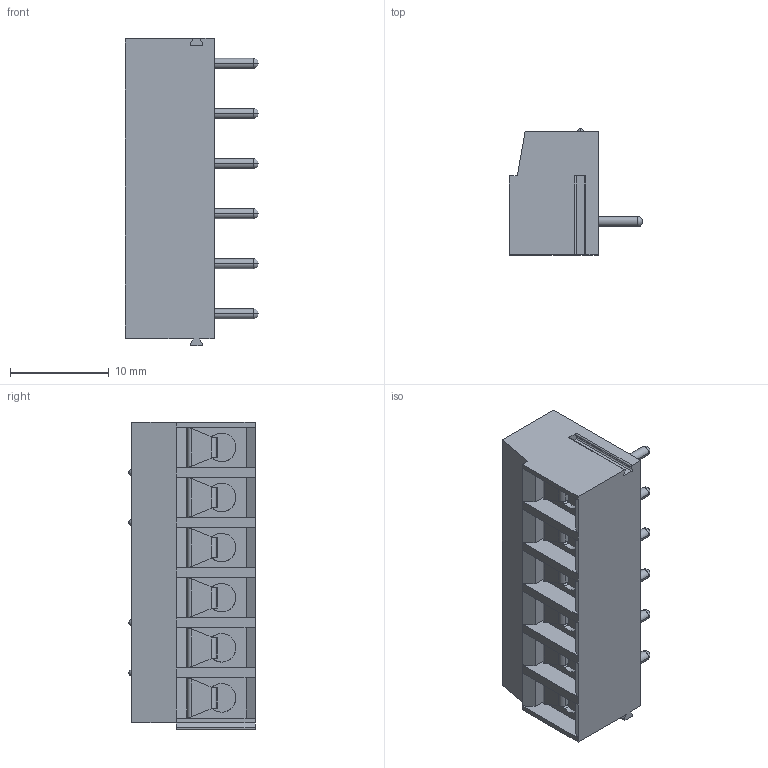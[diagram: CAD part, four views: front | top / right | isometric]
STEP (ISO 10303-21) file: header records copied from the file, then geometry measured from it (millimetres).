
FILE_DESCRIPTION((''),'2;1');
FILE_NAME('PRT0053','2024-12-10T',('yanfa'),(''),'PRO/ENGINEER BY PARAMETRIC TECHNOLOGY CORPORATION, 2009280','PRO/ENGINEER BY PARAMETRIC TECHNOLOGY CORPORATION, 2009280','');
FILE_SCHEMA(('AUTOMOTIVE_DESIGN_CC2 { 1 2 10303 214 -1 1 5 2 }'));
Length unit declared in the file: millimetre
Products named in the file (1): PRT0053
Bounding box: 13.5 x 12.8 x 31.17 mm (x, y, z)
Volume: 2775.9 mm3; surface area: 2365.2 mm2
Topology: 1 solids, 1 shells, 360 faces, 948 edges, 598 vertices
Faces by surface type: plane 190, cylinder 114, cone 24, sphere 20, torus 12
Entity records: 11140 total; most frequent: CARTESIAN_POINT 2270, ORIENTED_EDGE 1856, DIRECTION 1826, EDGE_CURVE 928, AXIS2_PLACEMENT_3D 640, VERTEX_POINT 598, VECTOR 546, LINE 546
